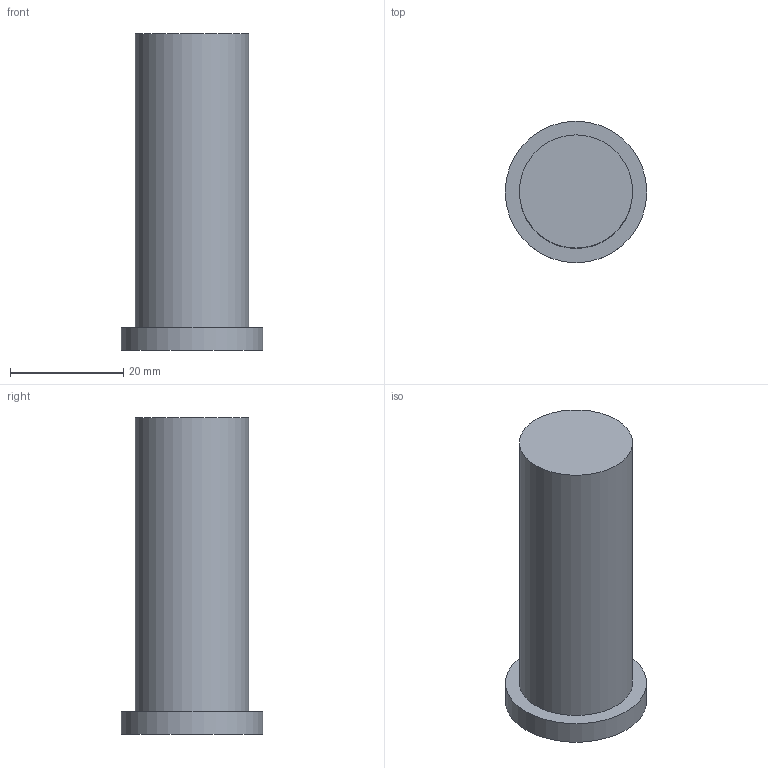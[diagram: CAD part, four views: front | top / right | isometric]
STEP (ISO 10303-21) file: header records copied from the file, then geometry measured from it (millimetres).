
FILE_DESCRIPTION(/* description */ (''),/* implementation_level */ '2;1');
FILE_NAME(/* name */ '1585105835380.stp',/* time_stamp */ '2020-03-25T08:40:48+05:00',/* author */ (''),/* organization */ ('SMS'),/* preprocessor_version */ 'ST-DEVELOPER v16.7',/* originating_system */ 'SIEMENS PLM Software NX 12.0',/* authorisation */ '');
FILE_SCHEMA (('AUTOMOTIVE_DESIGN { 1 0 10303 214 3 1 1 1 }'));
Length unit declared in the file: millimetre
Products named in the file (1): 202925404mod000_00
Bounding box: 25 x 25 x 56 mm (x, y, z)
Volume: 18299.8 mm3; surface area: 4563.2 mm2
Topology: 1 solids, 1 shells, 5 faces, 6 edges, 7 vertices
Faces by surface type: plane 3, cylinder 2
Full cylindrical faces by diameter (mm): 20 x1, 25 x1
Entity records: 163 total; most frequent: DIRECTION 26, CARTESIAN_POINT 20, AXIS2_PLACEMENT_3D 13, EDGE_LOOP 8, ORIENTED_EDGE 8, STYLED_ITEM 7, PRESENTATION_STYLE_ASSIGNMENT 7, FACE_BOUND 6
